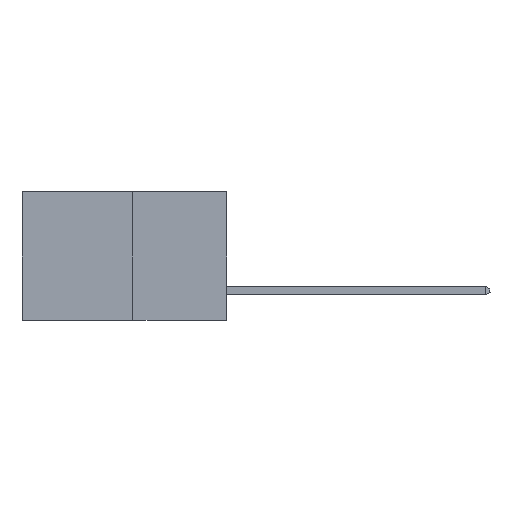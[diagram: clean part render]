
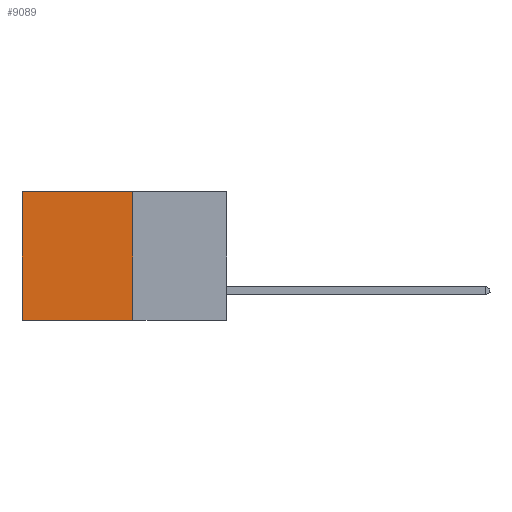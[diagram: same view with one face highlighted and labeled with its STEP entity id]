
A CAD part, left-side view. The second image highlights one B-rep face of the part: STEP entity #9089.
In plain terms, the highlighted planar face has unit normal (-1, 0, 0).
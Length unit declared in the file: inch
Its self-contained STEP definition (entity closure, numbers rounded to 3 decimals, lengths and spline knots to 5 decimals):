
#133 = CARTESIAN_POINT ( 'NONE',  ( 0.277, 0.59, 0. ) ) ;
#402 = LINE ( 'NONE', #12359, #14364 ) ;
#780 = CARTESIAN_POINT ( 'NONE',  ( 0.277, 0.59, -0.37 ) ) ;
#836 = DIRECTION ( 'NONE',  ( 0., 0., -1. ) ) ;
#848 = ORIENTED_EDGE ( 'NONE', *, *, #10393, .F. ) ;
#2516 = VECTOR ( 'NONE', #836, 39.37008 ) ;
#3469 = ORIENTED_EDGE ( 'NONE', *, *, #22546, .T. ) ;
#3890 = EDGE_CURVE ( 'NONE', #7206, #12700, #11674, .T. ) ;
#4645 = VERTEX_POINT ( 'NONE', #8901 ) ;
#6262 = ORIENTED_EDGE ( 'NONE', *, *, #3890, .T. ) ;
#6375 = VERTEX_POINT ( 'NONE', #16203 ) ;
#7206 = VERTEX_POINT ( 'NONE', #133 ) ;
#7746 = FACE_OUTER_BOUND ( 'NONE', #19670, .T. ) ;
#8676 = PLANE ( 'NONE',  #18278 ) ;
#8761 = DIRECTION ( 'NONE',  ( 1., 0., 0. ) ) ;
#8901 = CARTESIAN_POINT ( 'NONE',  ( 0.277, 0.27, -0.37 ) ) ;
#9089 = ADVANCED_FACE ( 'NONE', ( #7746 ), #8676, .F. ) ;
#9263 = ORIENTED_EDGE ( 'NONE', *, *, #10461, .F. ) ;
#9606 = LINE ( 'NONE', #11018, #18377 ) ;
#10393 = EDGE_CURVE ( 'NONE', #6375, #4645, #20651, .T. ) ;
#10425 = CARTESIAN_POINT ( 'NONE',  ( 0.277, 0.27, -0.37 ) ) ;
#10461 = EDGE_CURVE ( 'NONE', #4645, #12700, #402, .T. ) ;
#10564 = CARTESIAN_POINT ( 'NONE',  ( 0.277, 0.59, -0.37 ) ) ;
#11018 = CARTESIAN_POINT ( 'NONE',  ( 0.277, 0.27, 0. ) ) ;
#11674 = LINE ( 'NONE', #780, #2516 ) ;
#12207 = DIRECTION ( 'NONE',  ( 0., 0., -1. ) ) ;
#12359 = CARTESIAN_POINT ( 'NONE',  ( 0.277, 0.27, -0.37 ) ) ;
#12700 = VERTEX_POINT ( 'NONE', #10564 ) ;
#12792 = DIRECTION ( 'NONE',  ( 0., 1., 0. ) ) ;
#14364 = VECTOR ( 'NONE', #21124, 39.37008 ) ;
#16012 = VECTOR ( 'NONE', #12207, 39.37008 ) ;
#16203 = CARTESIAN_POINT ( 'NONE',  ( 0.277, 0.27, 0. ) ) ;
#18278 = AXIS2_PLACEMENT_3D ( 'NONE', #19286, #8761, #21028 ) ;
#18377 = VECTOR ( 'NONE', #12792, 39.37008 ) ;
#19286 = CARTESIAN_POINT ( 'NONE',  ( 0.277, 0.27, -0.37 ) ) ;
#19670 = EDGE_LOOP ( 'NONE', ( #6262, #9263, #848, #3469 ) ) ;
#20651 = LINE ( 'NONE', #10425, #16012 ) ;
#21028 = DIRECTION ( 'NONE',  ( 0., 0., -1. ) ) ;
#21124 = DIRECTION ( 'NONE',  ( 0., 1., 0. ) ) ;
#22546 = EDGE_CURVE ( 'NONE', #6375, #7206, #9606, .T. ) ;
